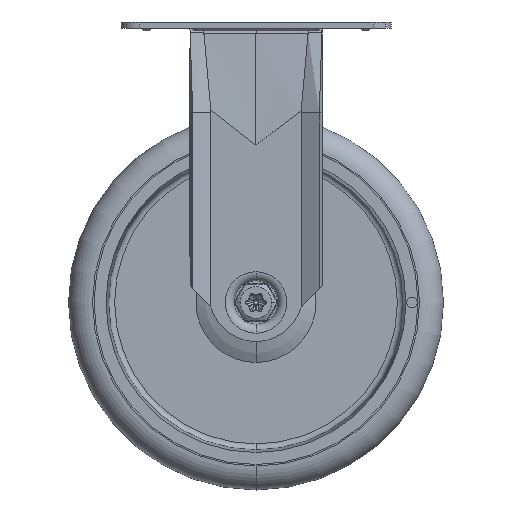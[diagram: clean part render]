
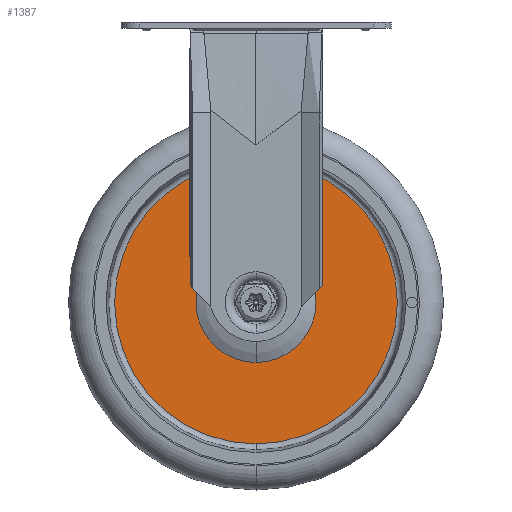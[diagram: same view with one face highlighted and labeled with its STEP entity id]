
A CAD part, front view. The second image highlights one B-rep face of the part: STEP entity #1387.
In plain terms, the highlighted planar face has unit normal (0, -1, 0).
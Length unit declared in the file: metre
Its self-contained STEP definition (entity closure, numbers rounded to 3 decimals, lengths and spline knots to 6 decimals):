
#1387=ADVANCED_FACE('',(#2228,#2229),#2230,.T.);
#2228=FACE_OUTER_BOUND('',#7904,.T.);
#2229=FACE_BOUND('',#7905,.T.);
#2230=PLANE('',#7906);
#7904=EDGE_LOOP('',(#14150,#14151));
#7905=EDGE_LOOP('',(#14152,#14153));
#7906=AXIS2_PLACEMENT_3D('',#14154,#14155,#14156);
#14150=ORIENTED_EDGE('',*,*,#16498,.F.);
#14151=ORIENTED_EDGE('',*,*,#16438,.F.);
#14152=ORIENTED_EDGE('',*,*,#16443,.T.);
#14153=ORIENTED_EDGE('',*,*,#16497,.T.);
#14154=CARTESIAN_POINT('',(0.0,-0.002,0.033569));
#14155=DIRECTION('',(0.0,-1.0,0.));
#14156=DIRECTION('',(0.0,0.,-1.0));
#16438=EDGE_CURVE('',#18001,#18003,#18004,.T.);
#16443=EDGE_CURVE('',#18007,#18011,#18013,.T.);
#16497=EDGE_CURVE('',#18011,#18007,#18097,.T.);
#16498=EDGE_CURVE('',#18003,#18001,#18098,.T.);
#18001=VERTEX_POINT('',#21257);
#18003=VERTEX_POINT('',#21259);
#18004=CIRCLE('',#21260,0.047138);
#18007=VERTEX_POINT('',#21263);
#18011=VERTEX_POINT('',#21267);
#18013=CIRCLE('',#21269,0.02);
#18097=CIRCLE('',#21367,0.02);
#18098=CIRCLE('',#21368,0.047138);
#21257=CARTESIAN_POINT('',(0.,-0.002,-0.047138));
#21259=CARTESIAN_POINT('',(0.0,-0.002,0.047138));
#21260=AXIS2_PLACEMENT_3D('',#25437,#25438,#25439);
#21263=CARTESIAN_POINT('',(0.0,-0.002,0.02));
#21267=CARTESIAN_POINT('',(0.,-0.002,-0.02));
#21269=AXIS2_PLACEMENT_3D('',#25452,#25453,#25454);
#21367=AXIS2_PLACEMENT_3D('',#25586,#25587,#25588);
#21368=AXIS2_PLACEMENT_3D('',#25589,#25590,#25591);
#25437=CARTESIAN_POINT('',(0.0,-0.002,0.0));
#25438=DIRECTION('',(0.0,1.0,0.0));
#25439=DIRECTION('',(0.0,0.0,1.0));
#25452=CARTESIAN_POINT('',(0.0,-0.002,0.0));
#25453=DIRECTION('',(0.0,1.0,0.0));
#25454=DIRECTION('',(0.0,0.0,1.0));
#25586=CARTESIAN_POINT('',(0.0,-0.002,0.0));
#25587=DIRECTION('',(0.0,1.0,0.0));
#25588=DIRECTION('',(0.0,0.0,1.0));
#25589=CARTESIAN_POINT('',(0.0,-0.002,0.0));
#25590=DIRECTION('',(0.0,1.0,0.0));
#25591=DIRECTION('',(0.0,0.0,1.0));
